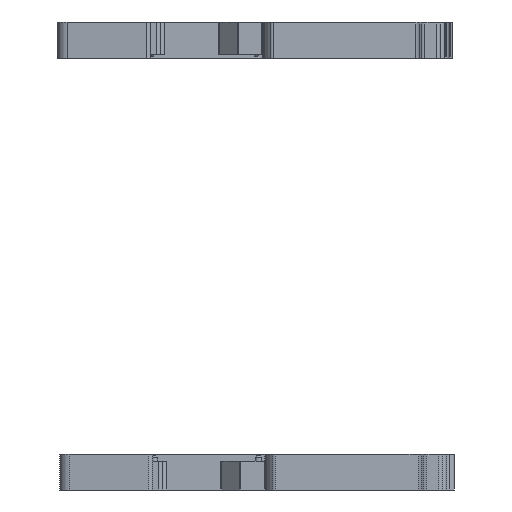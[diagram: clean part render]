
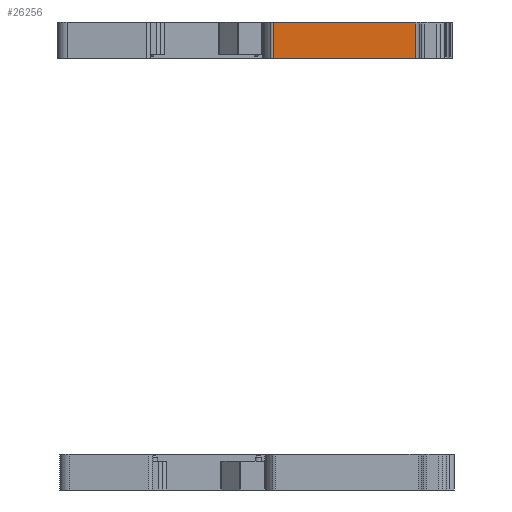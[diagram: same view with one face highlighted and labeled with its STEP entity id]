
A CAD part, front view. The second image highlights one B-rep face of the part: STEP entity #26256.
In plain terms, the highlighted planar face has unit normal (0, -1, 0).
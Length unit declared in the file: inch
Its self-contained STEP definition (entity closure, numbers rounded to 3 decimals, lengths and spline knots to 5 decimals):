
#2436 = DIRECTION ( 'NONE',  ( 0., 0., 1. ) ) ;
#2592 = VERTEX_POINT ( 'NONE', #20282 ) ;
#2922 = CARTESIAN_POINT ( 'NONE',  ( -0.44211, -0.20472, -0.36614 ) ) ;
#4393 = EDGE_LOOP ( 'NONE', ( #20233, #7625, #4939, #6563 ) ) ;
#4939 = ORIENTED_EDGE ( 'NONE', *, *, #23431, .T. ) ;
#5438 = VECTOR ( 'NONE', #27956, 39.37008 ) ;
#6563 = ORIENTED_EDGE ( 'NONE', *, *, #6632, .T. ) ;
#6632 = EDGE_CURVE ( 'NONE', #9049, #23656, #17975, .T. ) ;
#7625 = ORIENTED_EDGE ( 'NONE', *, *, #24238, .T. ) ;
#9049 = VERTEX_POINT ( 'NONE', #11610 ) ;
#10296 = CARTESIAN_POINT ( 'NONE',  ( -0.44211, -0.20472, -0.32677 ) ) ;
#11610 = CARTESIAN_POINT ( 'NONE',  ( 1.12063, -0.20472, 0.02756 ) ) ;
#11813 = CARTESIAN_POINT ( 'NONE',  ( -0.44211, -0.20472, -0.36614 ) ) ;
#14049 = PLANE ( 'NONE',  #18720 ) ;
#14562 = DIRECTION ( 'NONE',  ( 1., 0., 0. ) ) ;
#15422 = VECTOR ( 'NONE', #21999, 39.37008 ) ;
#17375 = DIRECTION ( 'NONE',  ( 0., -1., 0. ) ) ;
#17975 = LINE ( 'NONE', #30446, #5438 ) ;
#18720 = AXIS2_PLACEMENT_3D ( 'NONE', #30009, #17375, #14562 ) ;
#18746 = FACE_OUTER_BOUND ( 'NONE', #4393, .T. ) ;
#20233 = ORIENTED_EDGE ( 'NONE', *, *, #25054, .T. ) ;
#20282 = CARTESIAN_POINT ( 'NONE',  ( 1.12063, -0.20472, -0.36614 ) ) ;
#21768 = VECTOR ( 'NONE', #24304, 39.37008 ) ;
#21999 = DIRECTION ( 'NONE',  ( 0., 0., -1. ) ) ;
#23431 = EDGE_CURVE ( 'NONE', #2592, #9049, #24790, .T. ) ;
#23656 = VERTEX_POINT ( 'NONE', #25612 ) ;
#24238 = EDGE_CURVE ( 'NONE', #31227, #2592, #26456, .T. ) ;
#24304 = DIRECTION ( 'NONE',  ( 1., 0., 0. ) ) ;
#24790 = LINE ( 'NONE', #32941, #30718 ) ;
#25054 = EDGE_CURVE ( 'NONE', #23656, #31227, #26850, .T. ) ;
#25612 = CARTESIAN_POINT ( 'NONE',  ( -0.44211, -0.20472, 0.02756 ) ) ;
#26256 = ADVANCED_FACE ( 'NONE', ( #18746 ), #14049, .T. ) ;
#26456 = LINE ( 'NONE', #11813, #21768 ) ;
#26850 = LINE ( 'NONE', #10296, #15422 ) ;
#27956 = DIRECTION ( 'NONE',  ( -1., 0., 0. ) ) ;
#30009 = CARTESIAN_POINT ( 'NONE',  ( -0.44211, -0.20472, -0.32677 ) ) ;
#30446 = CARTESIAN_POINT ( 'NONE',  ( -0.44211, -0.20472, 0.02756 ) ) ;
#30718 = VECTOR ( 'NONE', #2436, 39.37008 ) ;
#31227 = VERTEX_POINT ( 'NONE', #2922 ) ;
#32941 = CARTESIAN_POINT ( 'NONE',  ( 1.12063, -0.20472, -0.32677 ) ) ;
